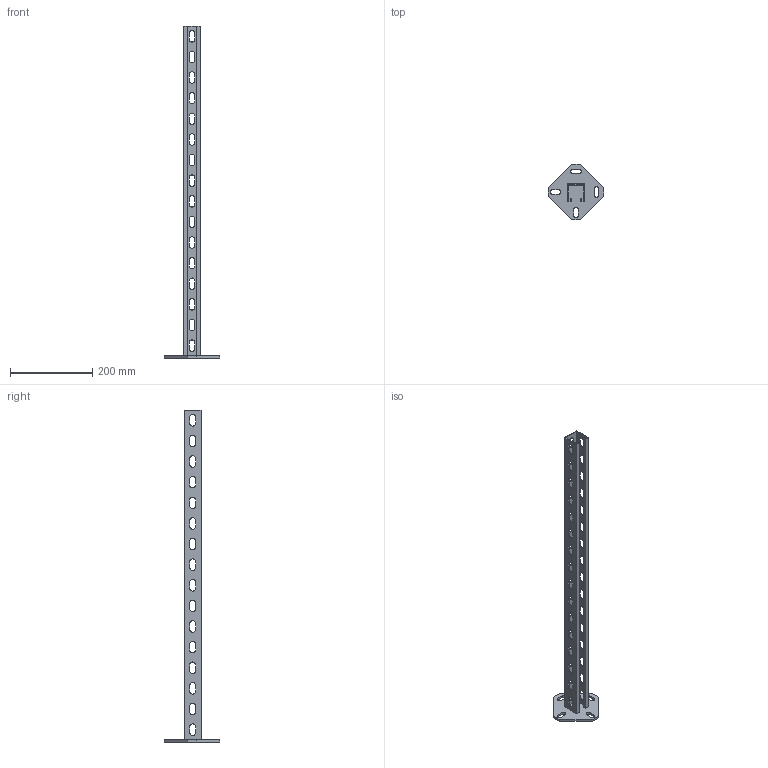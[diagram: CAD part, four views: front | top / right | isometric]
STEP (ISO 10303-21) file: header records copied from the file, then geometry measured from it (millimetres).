
FILE_DESCRIPTION (( 'STEP AP214' ), '1' );
FILE_NAME ('6342792.STEP', '2019-12-02T10:59:46', ( '' ), ( '' ), 'SwSTEP 2.0', 'SolidWorks 2018', '' );
FILE_SCHEMA (( 'AUTOMOTIVE_DESIGN' ));
Length unit declared in the file: millimetre
Products named in the file (3): 026840_L=0800; 6342792; 055764_H=31,5
Assembly tree (2 placements, depth 2):
  6342792
    055764_H=31,5
    026840_L=0800
Bounding box: 134.35 x 134.35 x 805 mm (x, y, z)
Volume: 289276.8 mm3; surface area: 226722 mm2
Topology: 2 solids, 2 shells, 310 faces, 918 edges, 612 vertices
Faces by surface type: plane 156, cylinder 154
Entity records: 10768 total; most frequent: DIRECTION 1856, CARTESIAN_POINT 1845, ORIENTED_EDGE 1836, EDGE_CURVE 918, AXIS2_PLACEMENT_3D 623, VERTEX_POINT 612, LINE 610, VECTOR 610
